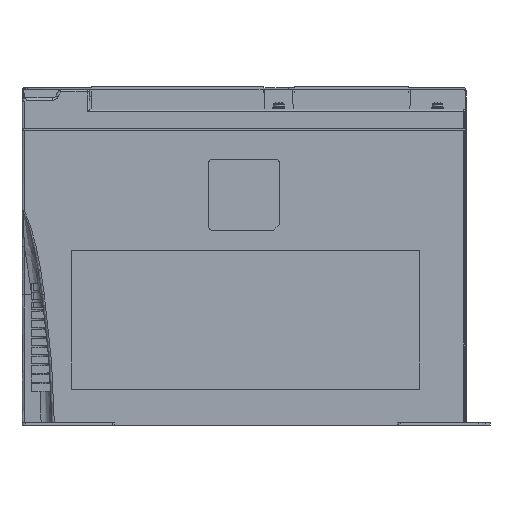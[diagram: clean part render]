
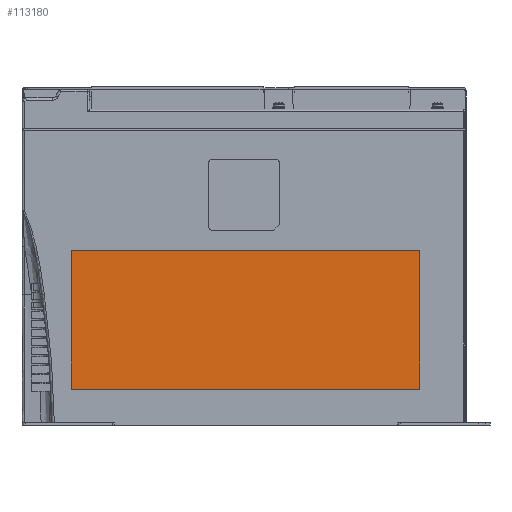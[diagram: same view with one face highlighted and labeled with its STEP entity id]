
A CAD part, left-side view. The second image highlights one B-rep face of the part: STEP entity #113180.
In plain terms, the highlighted planar face has unit normal (-1, 0, 0).
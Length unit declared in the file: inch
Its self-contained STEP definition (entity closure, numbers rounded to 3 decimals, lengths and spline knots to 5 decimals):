
#4026 = VERTEX_POINT ( 'NONE', #158794 ) ;
#17995 = LINE ( 'NONE', #69449, #41864 ) ;
#20105 = ORIENTED_EDGE ( 'NONE', *, *, #160730, .F. ) ;
#20136 = VECTOR ( 'NONE', #165383, 39.37008 ) ;
#21028 = CARTESIAN_POINT ( 'NONE',  ( -7.19979, -0.82677, -5.38843 ) ) ;
#24651 = FACE_OUTER_BOUND ( 'NONE', #67573, .T. ) ;
#34617 = DIRECTION ( 'NONE',  ( 0., 1., 0. ) ) ;
#34798 = DIRECTION ( 'NONE',  ( 0., 0., -1. ) ) ;
#37290 = DIRECTION ( 'NONE',  ( 1., 0., 0. ) ) ;
#37664 = EDGE_CURVE ( 'NONE', #151704, #88782, #111331, .T. ) ;
#41864 = VECTOR ( 'NONE', #120971, 39.37008 ) ;
#58285 = LINE ( 'NONE', #84485, #58829 ) ;
#58829 = VECTOR ( 'NONE', #34617, 39.37008 ) ;
#67558 = ORIENTED_EDGE ( 'NONE', *, *, #139850, .F. ) ;
#67573 = EDGE_LOOP ( 'NONE', ( #155885, #88402, #67558, #20105 ) ) ;
#69449 = CARTESIAN_POINT ( 'NONE',  ( -7.19979, -6.58517, -10.83858 ) ) ;
#70955 = LINE ( 'NONE', #74101, #90116 ) ;
#74101 = CARTESIAN_POINT ( 'NONE',  ( -7.19979, 4.84415, -10.83858 ) ) ;
#84485 = CARTESIAN_POINT ( 'NONE',  ( -7.19979, -0.82677, -9.92653 ) ) ;
#87140 = PLANE ( 'NONE',  #99493 ) ;
#88402 = ORIENTED_EDGE ( 'NONE', *, *, #132935, .F. ) ;
#88782 = VERTEX_POINT ( 'NONE', #159315 ) ;
#90116 = VECTOR ( 'NONE', #126447, 39.37008 ) ;
#99493 = AXIS2_PLACEMENT_3D ( 'NONE', #166538, #37290, #34798 ) ;
#111331 = LINE ( 'NONE', #21028, #20136 ) ;
#113180 = ADVANCED_FACE ( 'NONE', ( #24651 ), #87140, .F. ) ;
#120971 = DIRECTION ( 'NONE',  ( 0., 0., -1. ) ) ;
#126447 = DIRECTION ( 'NONE',  ( 0., 0., 1. ) ) ;
#126572 = CARTESIAN_POINT ( 'NONE',  ( -7.19979, 4.84415, -9.92653 ) ) ;
#126614 = VERTEX_POINT ( 'NONE', #126572 ) ;
#132935 = EDGE_CURVE ( 'NONE', #126614, #151704, #70955, .T. ) ;
#139850 = EDGE_CURVE ( 'NONE', #4026, #126614, #58285, .T. ) ;
#141254 = CARTESIAN_POINT ( 'NONE',  ( -7.19979, 4.84415, -5.38843 ) ) ;
#151704 = VERTEX_POINT ( 'NONE', #141254 ) ;
#155885 = ORIENTED_EDGE ( 'NONE', *, *, #37664, .F. ) ;
#158794 = CARTESIAN_POINT ( 'NONE',  ( -7.19979, -6.58517, -9.92653 ) ) ;
#159315 = CARTESIAN_POINT ( 'NONE',  ( -7.19979, -6.58517, -5.38843 ) ) ;
#160730 = EDGE_CURVE ( 'NONE', #88782, #4026, #17995, .T. ) ;
#165383 = DIRECTION ( 'NONE',  ( 0., -1., 0. ) ) ;
#166538 = CARTESIAN_POINT ( 'NONE',  ( -7.19979, 0., 0. ) ) ;
